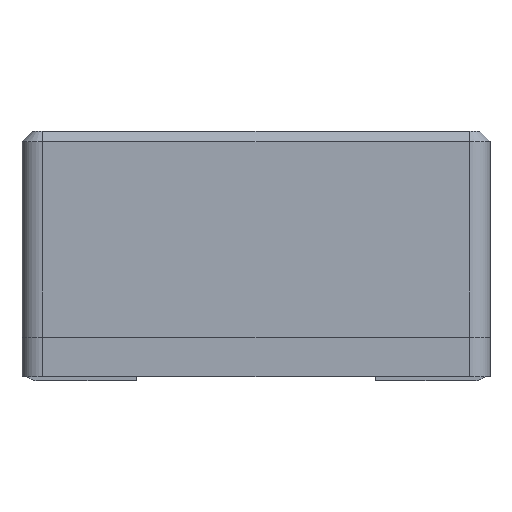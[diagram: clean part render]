
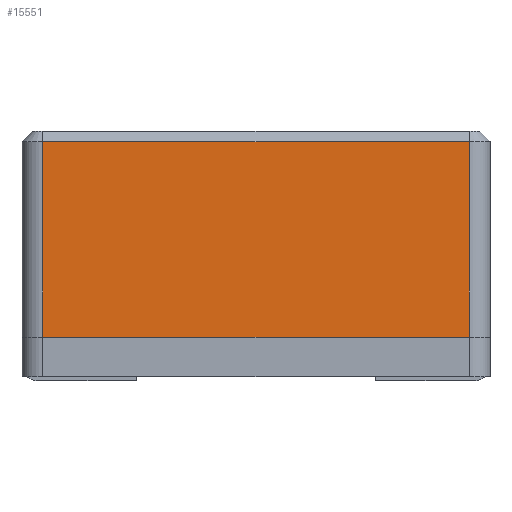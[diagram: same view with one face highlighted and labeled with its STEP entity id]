
A CAD part, front view. The second image highlights one B-rep face of the part: STEP entity #15551.
In plain terms, the highlighted planar face has unit normal (0, -1, 0).
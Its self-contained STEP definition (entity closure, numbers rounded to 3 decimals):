
#1688 = PLANE('',#1689);
#1689 = AXIS2_PLACEMENT_3D('',#1690,#1691,#1692);
#1690 = CARTESIAN_POINT('',(11.25,-10.5,12.));
#1691 = DIRECTION('',(0.,0.707,-0.707
    ));
#1692 = DIRECTION('',(0.,-0.707,
    -0.707));
#8254 = VERTEX_POINT('',#8255);
#8255 = CARTESIAN_POINT('',(-10.25,-11.,11.5));
#8337 = CYLINDRICAL_SURFACE('',#8338,1.);
#8338 = AXIS2_PLACEMENT_3D('',#8339,#8340,#8341);
#8339 = CARTESIAN_POINT('',(-10.25,-10.,2.1));
#8340 = DIRECTION('',(0.,0.,-1.));
#8341 = DIRECTION('',(0.,1.,0.));
#8375 = VERTEX_POINT('',#8376);
#8376 = CARTESIAN_POINT('',(10.25,-11.,11.5));
#8421 = EDGE_CURVE('',#8375,#8254,#8422,.T.);
#8422 = SURFACE_CURVE('',#8423,(#8427,#8434),.PCURVE_S1.);
#8423 = LINE('',#8424,#8425);
#8424 = CARTESIAN_POINT('',(-11.25,-11.,11.5));
#8425 = VECTOR('',#8426,1.);
#8426 = DIRECTION('',(-1.,0.,0.));
#8427 = PCURVE('',#1688,#8428);
#8428 = DEFINITIONAL_REPRESENTATION('',(#8429),#8433);
#8429 = LINE('',#8430,#8431);
#8430 = CARTESIAN_POINT('',(0.707,22.5));
#8431 = VECTOR('',#8432,1.);
#8432 = DIRECTION('',(0.,1.));
#8433 = ( GEOMETRIC_REPRESENTATION_CONTEXT(2) 
PARAMETRIC_REPRESENTATION_CONTEXT() REPRESENTATION_CONTEXT('2D SPACE',''
  ) );
#8434 = PCURVE('',#8435,#8440);
#8435 = PLANE('',#8436);
#8436 = AXIS2_PLACEMENT_3D('',#8437,#8438,#8439);
#8437 = CARTESIAN_POINT('',(-11.25,-11.,2.1));
#8438 = DIRECTION('',(0.,-1.,0.));
#8439 = DIRECTION('',(0.,0.,1.));
#8440 = DEFINITIONAL_REPRESENTATION('',(#8441),#8445);
#8441 = LINE('',#8442,#8443);
#8442 = CARTESIAN_POINT('',(9.4,0.));
#8443 = VECTOR('',#8444,1.);
#8444 = DIRECTION('',(0.,1.));
#8445 = ( GEOMETRIC_REPRESENTATION_CONTEXT(2) 
PARAMETRIC_REPRESENTATION_CONTEXT() REPRESENTATION_CONTEXT('2D SPACE',''
  ) );
#8534 = CYLINDRICAL_SURFACE('',#8535,1.);
#8535 = AXIS2_PLACEMENT_3D('',#8536,#8537,#8538);
#8536 = CARTESIAN_POINT('',(10.25,-10.,2.1));
#8537 = DIRECTION('',(0.,0.,-1.));
#8538 = DIRECTION('',(0.,1.,0.));
#15456 = EDGE_CURVE('',#15457,#8254,#15459,.T.);
#15457 = VERTEX_POINT('',#15458);
#15458 = CARTESIAN_POINT('',(-10.25,-11.,2.1));
#15459 = SURFACE_CURVE('',#15460,(#15464,#15493),.PCURVE_S1.);
#15460 = LINE('',#15461,#15462);
#15461 = CARTESIAN_POINT('',(-10.25,-11.,2.1));
#15462 = VECTOR('',#15463,1.);
#15463 = DIRECTION('',(0.,0.,1.));
#15464 = PCURVE('',#8337,#15465);
#15465 = DEFINITIONAL_REPRESENTATION('',(#15466),#15492);
#15466 = B_SPLINE_CURVE_WITH_KNOTS('',3,(#15467,#15468,#15469,#15470,
    #15471,#15472,#15473,#15474,#15475,#15476,#15477,#15478,#15479,
    #15480,#15481,#15482,#15483,#15484,#15485,#15486,#15487,#15488,
    #15489,#15490,#15491),.UNSPECIFIED.,.F.,.F.,(4,1,1,1,1,1,1,1,1,1,1,1
    ,1,1,1,1,1,1,1,1,1,1,4),(0.,0.427,0.855,
    1.282,1.709,2.136,2.564,
    2.991,3.418,3.845,4.273,4.7,
    5.127,5.555,5.982,6.409,
    6.836,7.264,7.691,8.118,
    8.545,8.973,9.4),.UNSPECIFIED.);
#15467 = CARTESIAN_POINT('',(3.142,0.));
#15468 = CARTESIAN_POINT('',(3.142,-0.142));
#15469 = CARTESIAN_POINT('',(3.142,-0.427));
#15470 = CARTESIAN_POINT('',(3.142,-0.855));
#15471 = CARTESIAN_POINT('',(3.142,-1.282));
#15472 = CARTESIAN_POINT('',(3.142,-1.709));
#15473 = CARTESIAN_POINT('',(3.142,-2.136));
#15474 = CARTESIAN_POINT('',(3.142,-2.564));
#15475 = CARTESIAN_POINT('',(3.142,-2.991));
#15476 = CARTESIAN_POINT('',(3.142,-3.418));
#15477 = CARTESIAN_POINT('',(3.142,-3.845));
#15478 = CARTESIAN_POINT('',(3.142,-4.273));
#15479 = CARTESIAN_POINT('',(3.142,-4.7));
#15480 = CARTESIAN_POINT('',(3.142,-5.127));
#15481 = CARTESIAN_POINT('',(3.142,-5.555));
#15482 = CARTESIAN_POINT('',(3.142,-5.982));
#15483 = CARTESIAN_POINT('',(3.142,-6.409));
#15484 = CARTESIAN_POINT('',(3.142,-6.836));
#15485 = CARTESIAN_POINT('',(3.142,-7.264));
#15486 = CARTESIAN_POINT('',(3.142,-7.691));
#15487 = CARTESIAN_POINT('',(3.142,-8.118));
#15488 = CARTESIAN_POINT('',(3.142,-8.545));
#15489 = CARTESIAN_POINT('',(3.142,-8.973));
#15490 = CARTESIAN_POINT('',(3.142,-9.258));
#15491 = CARTESIAN_POINT('',(3.142,-9.4));
#15492 = ( GEOMETRIC_REPRESENTATION_CONTEXT(2) 
PARAMETRIC_REPRESENTATION_CONTEXT() REPRESENTATION_CONTEXT('2D SPACE',''
  ) );
#15493 = PCURVE('',#8435,#15494);
#15494 = DEFINITIONAL_REPRESENTATION('',(#15495),#15499);
#15495 = LINE('',#15496,#15497);
#15496 = CARTESIAN_POINT('',(0.,-1.));
#15497 = VECTOR('',#15498,1.);
#15498 = DIRECTION('',(1.,0.));
#15499 = ( GEOMETRIC_REPRESENTATION_CONTEXT(2) 
PARAMETRIC_REPRESENTATION_CONTEXT() REPRESENTATION_CONTEXT('2D SPACE',''
  ) );
#15551 = ADVANCED_FACE('',(#15552),#8435,.T.);
#15552 = FACE_BOUND('',#15553,.T.);
#15553 = EDGE_LOOP('',(#15554,#15599,#15600,#15601));
#15554 = ORIENTED_EDGE('',*,*,#15555,.T.);
#15555 = EDGE_CURVE('',#15556,#8375,#15558,.T.);
#15556 = VERTEX_POINT('',#15557);
#15557 = CARTESIAN_POINT('',(10.25,-11.,2.1));
#15558 = SURFACE_CURVE('',#15559,(#15563,#15570),.PCURVE_S1.);
#15559 = LINE('',#15560,#15561);
#15560 = CARTESIAN_POINT('',(10.25,-11.,2.1));
#15561 = VECTOR('',#15562,1.);
#15562 = DIRECTION('',(0.,0.,1.));
#15563 = PCURVE('',#8435,#15564);
#15564 = DEFINITIONAL_REPRESENTATION('',(#15565),#15569);
#15565 = LINE('',#15566,#15567);
#15566 = CARTESIAN_POINT('',(0.,-21.5));
#15567 = VECTOR('',#15568,1.);
#15568 = DIRECTION('',(1.,0.));
#15569 = ( GEOMETRIC_REPRESENTATION_CONTEXT(2) 
PARAMETRIC_REPRESENTATION_CONTEXT() REPRESENTATION_CONTEXT('2D SPACE',''
  ) );
#15570 = PCURVE('',#8534,#15571);
#15571 = DEFINITIONAL_REPRESENTATION('',(#15572),#15598);
#15572 = B_SPLINE_CURVE_WITH_KNOTS('',3,(#15573,#15574,#15575,#15576,
    #15577,#15578,#15579,#15580,#15581,#15582,#15583,#15584,#15585,
    #15586,#15587,#15588,#15589,#15590,#15591,#15592,#15593,#15594,
    #15595,#15596,#15597),.UNSPECIFIED.,.F.,.F.,(4,1,1,1,1,1,1,1,1,1,1,1
    ,1,1,1,1,1,1,1,1,1,1,4),(0.,0.427,0.855,
    1.282,1.709,2.136,2.564,
    2.991,3.418,3.845,4.273,4.7,
    5.127,5.555,5.982,6.409,
    6.836,7.264,7.691,8.118,
    8.545,8.973,9.4),.UNSPECIFIED.);
#15573 = CARTESIAN_POINT('',(3.142,0.));
#15574 = CARTESIAN_POINT('',(3.142,-0.142));
#15575 = CARTESIAN_POINT('',(3.142,-0.427));
#15576 = CARTESIAN_POINT('',(3.142,-0.855));
#15577 = CARTESIAN_POINT('',(3.142,-1.282));
#15578 = CARTESIAN_POINT('',(3.142,-1.709));
#15579 = CARTESIAN_POINT('',(3.142,-2.136));
#15580 = CARTESIAN_POINT('',(3.142,-2.564));
#15581 = CARTESIAN_POINT('',(3.142,-2.991));
#15582 = CARTESIAN_POINT('',(3.142,-3.418));
#15583 = CARTESIAN_POINT('',(3.142,-3.845));
#15584 = CARTESIAN_POINT('',(3.142,-4.273));
#15585 = CARTESIAN_POINT('',(3.142,-4.7));
#15586 = CARTESIAN_POINT('',(3.142,-5.127));
#15587 = CARTESIAN_POINT('',(3.142,-5.555));
#15588 = CARTESIAN_POINT('',(3.142,-5.982));
#15589 = CARTESIAN_POINT('',(3.142,-6.409));
#15590 = CARTESIAN_POINT('',(3.142,-6.836));
#15591 = CARTESIAN_POINT('',(3.142,-7.264));
#15592 = CARTESIAN_POINT('',(3.142,-7.691));
#15593 = CARTESIAN_POINT('',(3.142,-8.118));
#15594 = CARTESIAN_POINT('',(3.142,-8.545));
#15595 = CARTESIAN_POINT('',(3.142,-8.973));
#15596 = CARTESIAN_POINT('',(3.142,-9.258));
#15597 = CARTESIAN_POINT('',(3.142,-9.4));
#15598 = ( GEOMETRIC_REPRESENTATION_CONTEXT(2) 
PARAMETRIC_REPRESENTATION_CONTEXT() REPRESENTATION_CONTEXT('2D SPACE',''
  ) );
#15599 = ORIENTED_EDGE('',*,*,#8421,.T.);
#15600 = ORIENTED_EDGE('',*,*,#15456,.F.);
#15601 = ORIENTED_EDGE('',*,*,#15602,.T.);
#15602 = EDGE_CURVE('',#15457,#15556,#15603,.T.);
#15603 = SURFACE_CURVE('',#15604,(#15608,#15615),.PCURVE_S1.);
#15604 = LINE('',#15605,#15606);
#15605 = CARTESIAN_POINT('',(-11.25,-11.,2.1));
#15606 = VECTOR('',#15607,1.);
#15607 = DIRECTION('',(1.,0.,0.));
#15608 = PCURVE('',#8435,#15609);
#15609 = DEFINITIONAL_REPRESENTATION('',(#15610),#15614);
#15610 = LINE('',#15611,#15612);
#15611 = CARTESIAN_POINT('',(0.,0.));
#15612 = VECTOR('',#15613,1.);
#15613 = DIRECTION('',(0.,-1.));
#15614 = ( GEOMETRIC_REPRESENTATION_CONTEXT(2) 
PARAMETRIC_REPRESENTATION_CONTEXT() REPRESENTATION_CONTEXT('2D SPACE',''
  ) );
#15615 = PCURVE('',#15616,#15621);
#15616 = PLANE('',#15617);
#15617 = AXIS2_PLACEMENT_3D('',#15618,#15619,#15620);
#15618 = CARTESIAN_POINT('',(-11.25,-11.,2.1));
#15619 = DIRECTION('',(0.,1.,0.));
#15620 = DIRECTION('',(0.,0.,-1.));
#15621 = DEFINITIONAL_REPRESENTATION('',(#15622),#15626);
#15622 = LINE('',#15623,#15624);
#15623 = CARTESIAN_POINT('',(0.,0.));
#15624 = VECTOR('',#15625,1.);
#15625 = DIRECTION('',(0.,-1.));
#15626 = ( GEOMETRIC_REPRESENTATION_CONTEXT(2) 
PARAMETRIC_REPRESENTATION_CONTEXT() REPRESENTATION_CONTEXT('2D SPACE',''
  ) );
